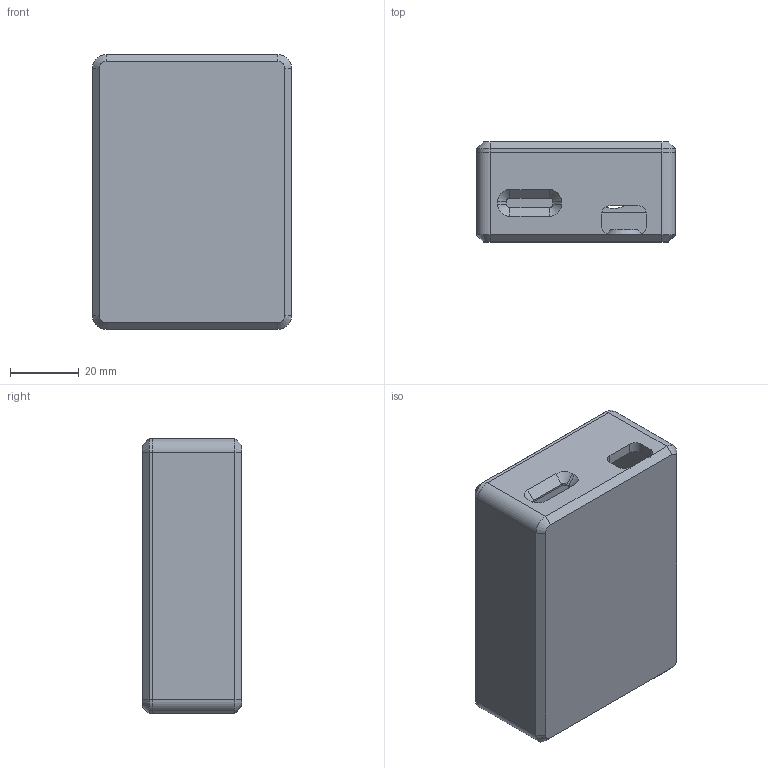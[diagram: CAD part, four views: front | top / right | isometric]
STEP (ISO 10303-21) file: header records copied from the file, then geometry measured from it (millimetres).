
FILE_DESCRIPTION(/* description */ (''),/* implementation_level */ '2;1');
FILE_NAME(/* name */ 'ESP Case.step',/* time_stamp */ '2023-05-07T20:33:42-05:00',/* author */ (''),/* organization */ (''),/* preprocessor_version */ 'ST-DEVELOPER v19.2',/* originating_system */ 'Autodesk Translation Framework v12.4.0.73',/* authorisation */ '');
FILE_SCHEMA (('AUTOMOTIVE_DESIGN { 1 0 10303 214 3 1 1 }'));
Length unit declared in the file: millimetre
Products named in the file (1): ESP Case
Bounding box: 58 x 29 x 80 mm (x, y, z)
Volume: 53442.4 mm3; surface area: 32544.2 mm2
Topology: 2 solids, 2 shells, 1042 faces, 2922 edges, 1933 vertices
Faces by surface type: bspline 753, plane 228, cylinder 39, cone 22
Full cylindrical faces by diameter (mm): 2 x4, 3.4 x3, 12.5 x1
Entity records: 40570 total; most frequent: CARTESIAN_POINT 18783, ORIENTED_EDGE 5844, EDGE_CURVE 2922, DIRECTION 2111, VERTEX_POINT 1933, B_SPLINE_CURVE_WITH_KNOTS 1502, LINE 1309, VECTOR 1309
